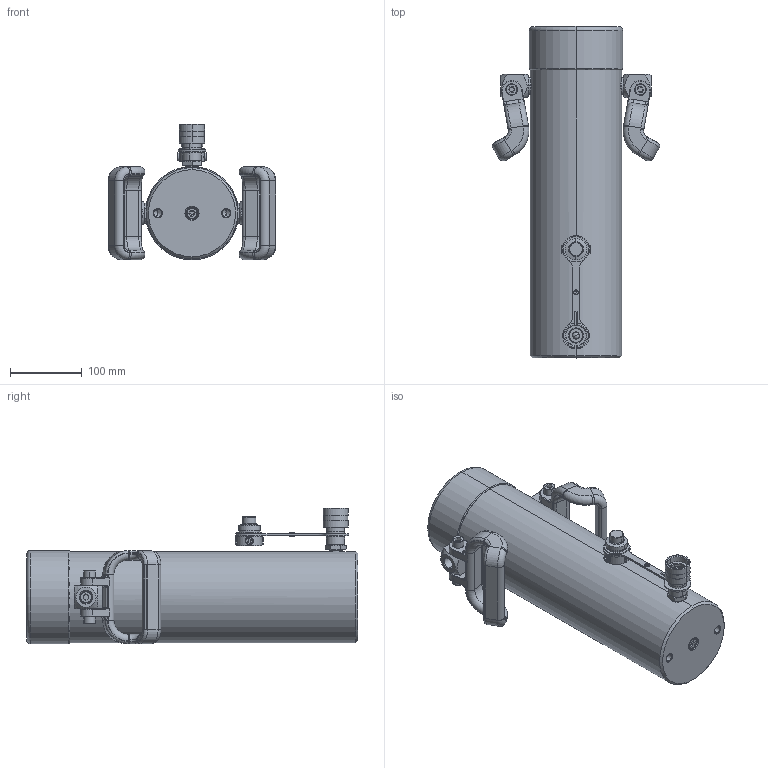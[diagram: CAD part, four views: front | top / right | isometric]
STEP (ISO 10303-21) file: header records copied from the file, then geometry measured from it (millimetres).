
FILE_DESCRIPTION (( 'STEP AP214' ), '1' );
FILE_NAME ('H5513-1.STEP', '2016-11-18T00:27:07', ( '' ), ( '' ), 'SwSTEP 2.0', 'SolidWorks 2016', '' );
FILE_SCHEMA (( 'AUTOMOTIVE_DESIGN' ));
Length unit declared in the file: millimetre
Products named in the file (1): H5513-1
Bounding box: 232.91 x 461.31 x 188.97 mm (x, y, z)
Volume: 4810109.7 mm3; surface area: 742495.1 mm2
Topology: 28 solids, 28 shells, 1351 faces, 3103 edges, 1832 vertices
Faces by surface type: cylinder 470, plane 352, cone 228, torus 154, bspline 137, sphere 10
Entity records: 58993 total; most frequent: CARTESIAN_POINT 14060, DIRECTION 6324, ORIENTED_EDGE 6104, EDGE_CURVE 3052, AXIS2_PLACEMENT_3D 2524, VERTEX_POINT 1829, EDGE_LOOP 1479, UNCERTAINTY_MEASURE_WITH_UNIT 1381
